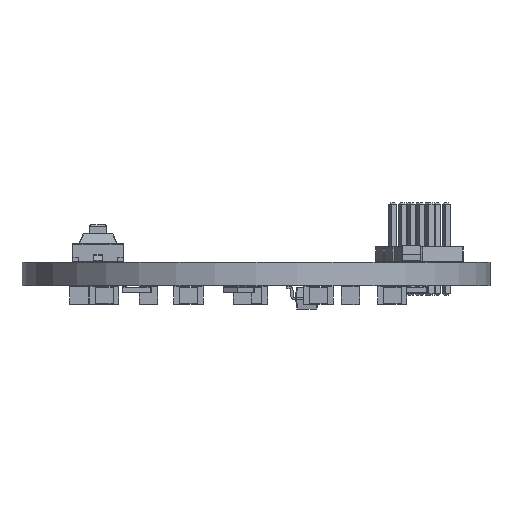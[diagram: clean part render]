
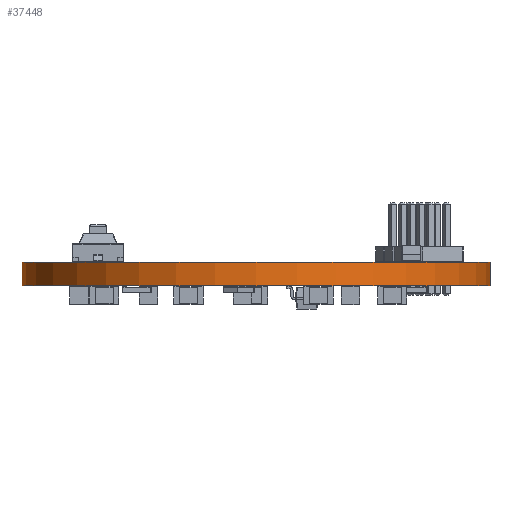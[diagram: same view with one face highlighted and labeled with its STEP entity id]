
A CAD part, left-side view. The second image highlights one B-rep face of the part: STEP entity #37448.
In plain terms, the highlighted cylindrical face has radius 16 mm (diameter 32 mm), a partial arc.
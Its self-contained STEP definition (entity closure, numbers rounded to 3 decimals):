
#36107 = PLANE('',#36108);
#36108 = AXIS2_PLACEMENT_3D('',#36109,#36110,#36111);
#36109 = CARTESIAN_POINT('',(66.,-83.,0.));
#36110 = DIRECTION('',(0.,1.,0.));
#36111 = DIRECTION('',(1.,0.,0.));
#36136 = PLANE('',#36137);
#36137 = AXIS2_PLACEMENT_3D('',#36138,#36139,#36140);
#36138 = CARTESIAN_POINT('',(69.,-67.,1.6));
#36139 = DIRECTION('',(0.,0.,1.));
#36140 = DIRECTION('',(1.,0.,-0.));
#36164 = PLANE('',#36165);
#36165 = AXIS2_PLACEMENT_3D('',#36166,#36167,#36168);
#36166 = CARTESIAN_POINT('',(72.,-51.,0.));
#36167 = DIRECTION('',(0.,-1.,0.));
#36168 = DIRECTION('',(-1.,0.,0.));
#36191 = PLANE('',#36192);
#36192 = AXIS2_PLACEMENT_3D('',#36193,#36194,#36195);
#36193 = CARTESIAN_POINT('',(69.,-67.,0.));
#36194 = DIRECTION('',(0.,0.,1.));
#36195 = DIRECTION('',(1.,0.,-0.));
#36206 = EDGE_CURVE('',#36207,#36209,#36211,.T.);
#36207 = VERTEX_POINT('',#36208);
#36208 = CARTESIAN_POINT('',(66.,-83.,0.));
#36209 = VERTEX_POINT('',#36210);
#36210 = CARTESIAN_POINT('',(66.,-83.,1.6));
#36211 = SURFACE_CURVE('',#36212,(#36216,#36223),.PCURVE_S1.);
#36212 = LINE('',#36213,#36214);
#36213 = CARTESIAN_POINT('',(66.,-83.,0.));
#36214 = VECTOR('',#36215,1.);
#36215 = DIRECTION('',(0.,0.,1.));
#36216 = PCURVE('',#36107,#36217);
#36217 = DEFINITIONAL_REPRESENTATION('',(#36218),#36222);
#36218 = LINE('',#36219,#36220);
#36219 = CARTESIAN_POINT('',(0.,0.));
#36220 = VECTOR('',#36221,1.);
#36221 = DIRECTION('',(0.,-1.));
#36222 = ( GEOMETRIC_REPRESENTATION_CONTEXT(2) 
PARAMETRIC_REPRESENTATION_CONTEXT() REPRESENTATION_CONTEXT('2D SPACE',''
  ) );
#36223 = PCURVE('',#36224,#36229);
#36224 = CYLINDRICAL_SURFACE('',#36225,16.);
#36225 = AXIS2_PLACEMENT_3D('',#36226,#36227,#36228);
#36226 = CARTESIAN_POINT('',(66.,-67.,0.));
#36227 = DIRECTION('',(-0.,-0.,-1.));
#36228 = DIRECTION('',(1.,0.,-0.));
#36229 = DEFINITIONAL_REPRESENTATION('',(#36230),#36234);
#36230 = LINE('',#36231,#36232);
#36231 = CARTESIAN_POINT('',(-4.712,0.));
#36232 = VECTOR('',#36233,1.);
#36233 = DIRECTION('',(-0.,-1.));
#36234 = ( GEOMETRIC_REPRESENTATION_CONTEXT(2) 
PARAMETRIC_REPRESENTATION_CONTEXT() REPRESENTATION_CONTEXT('2D SPACE',''
  ) );
#36284 = VERTEX_POINT('',#36285);
#36285 = CARTESIAN_POINT('',(66.,-51.,1.6));
#36306 = EDGE_CURVE('',#36307,#36284,#36309,.T.);
#36307 = VERTEX_POINT('',#36308);
#36308 = CARTESIAN_POINT('',(66.,-51.,0.));
#36309 = SURFACE_CURVE('',#36310,(#36314,#36321),.PCURVE_S1.);
#36310 = LINE('',#36311,#36312);
#36311 = CARTESIAN_POINT('',(66.,-51.,0.));
#36312 = VECTOR('',#36313,1.);
#36313 = DIRECTION('',(0.,0.,1.));
#36314 = PCURVE('',#36164,#36315);
#36315 = DEFINITIONAL_REPRESENTATION('',(#36316),#36320);
#36316 = LINE('',#36317,#36318);
#36317 = CARTESIAN_POINT('',(6.,0.));
#36318 = VECTOR('',#36319,1.);
#36319 = DIRECTION('',(0.,-1.));
#36320 = ( GEOMETRIC_REPRESENTATION_CONTEXT(2) 
PARAMETRIC_REPRESENTATION_CONTEXT() REPRESENTATION_CONTEXT('2D SPACE',''
  ) );
#36321 = PCURVE('',#36224,#36322);
#36322 = DEFINITIONAL_REPRESENTATION('',(#36323),#36327);
#36323 = LINE('',#36324,#36325);
#36324 = CARTESIAN_POINT('',(-1.571,0.));
#36325 = VECTOR('',#36326,1.);
#36326 = DIRECTION('',(-0.,-1.));
#36327 = ( GEOMETRIC_REPRESENTATION_CONTEXT(2) 
PARAMETRIC_REPRESENTATION_CONTEXT() REPRESENTATION_CONTEXT('2D SPACE',''
  ) );
#36355 = EDGE_CURVE('',#36307,#36207,#36356,.T.);
#36356 = SURFACE_CURVE('',#36357,(#36362,#36369),.PCURVE_S1.);
#36357 = CIRCLE('',#36358,16.);
#36358 = AXIS2_PLACEMENT_3D('',#36359,#36360,#36361);
#36359 = CARTESIAN_POINT('',(66.,-67.,0.));
#36360 = DIRECTION('',(0.,0.,1.));
#36361 = DIRECTION('',(1.,0.,-0.));
#36362 = PCURVE('',#36191,#36363);
#36363 = DEFINITIONAL_REPRESENTATION('',(#36364),#36368);
#36364 = CIRCLE('',#36365,16.);
#36365 = AXIS2_PLACEMENT_2D('',#36366,#36367);
#36366 = CARTESIAN_POINT('',(-3.,0.));
#36367 = DIRECTION('',(1.,0.));
#36368 = ( GEOMETRIC_REPRESENTATION_CONTEXT(2) 
PARAMETRIC_REPRESENTATION_CONTEXT() REPRESENTATION_CONTEXT('2D SPACE',''
  ) );
#36369 = PCURVE('',#36224,#36370);
#36370 = DEFINITIONAL_REPRESENTATION('',(#36371),#36375);
#36371 = LINE('',#36372,#36373);
#36372 = CARTESIAN_POINT('',(-0.,0.));
#36373 = VECTOR('',#36374,1.);
#36374 = DIRECTION('',(-1.,0.));
#36375 = ( GEOMETRIC_REPRESENTATION_CONTEXT(2) 
PARAMETRIC_REPRESENTATION_CONTEXT() REPRESENTATION_CONTEXT('2D SPACE',''
  ) );
#36952 = EDGE_CURVE('',#36284,#36209,#36953,.T.);
#36953 = SURFACE_CURVE('',#36954,(#36959,#36966),.PCURVE_S1.);
#36954 = CIRCLE('',#36955,16.);
#36955 = AXIS2_PLACEMENT_3D('',#36956,#36957,#36958);
#36956 = CARTESIAN_POINT('',(66.,-67.,1.6));
#36957 = DIRECTION('',(0.,0.,1.));
#36958 = DIRECTION('',(1.,0.,-0.));
#36959 = PCURVE('',#36136,#36960);
#36960 = DEFINITIONAL_REPRESENTATION('',(#36961),#36965);
#36961 = CIRCLE('',#36962,16.);
#36962 = AXIS2_PLACEMENT_2D('',#36963,#36964);
#36963 = CARTESIAN_POINT('',(-3.,0.));
#36964 = DIRECTION('',(1.,0.));
#36965 = ( GEOMETRIC_REPRESENTATION_CONTEXT(2) 
PARAMETRIC_REPRESENTATION_CONTEXT() REPRESENTATION_CONTEXT('2D SPACE',''
  ) );
#36966 = PCURVE('',#36224,#36967);
#36967 = DEFINITIONAL_REPRESENTATION('',(#36968),#36972);
#36968 = LINE('',#36969,#36970);
#36969 = CARTESIAN_POINT('',(-0.,-1.6));
#36970 = VECTOR('',#36971,1.);
#36971 = DIRECTION('',(-1.,0.));
#36972 = ( GEOMETRIC_REPRESENTATION_CONTEXT(2) 
PARAMETRIC_REPRESENTATION_CONTEXT() REPRESENTATION_CONTEXT('2D SPACE',''
  ) );
#37448 = ADVANCED_FACE('',(#37449),#36224,.T.);
#37449 = FACE_BOUND('',#37450,.F.);
#37450 = EDGE_LOOP('',(#37451,#37452,#37453,#37454));
#37451 = ORIENTED_EDGE('',*,*,#36306,.T.);
#37452 = ORIENTED_EDGE('',*,*,#36952,.T.);
#37453 = ORIENTED_EDGE('',*,*,#36206,.F.);
#37454 = ORIENTED_EDGE('',*,*,#36355,.F.);
